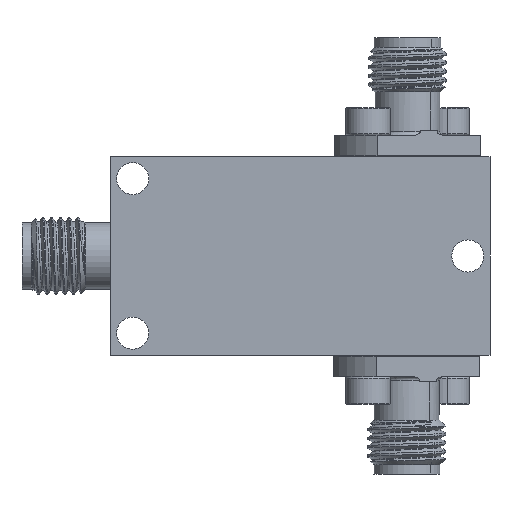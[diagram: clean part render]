
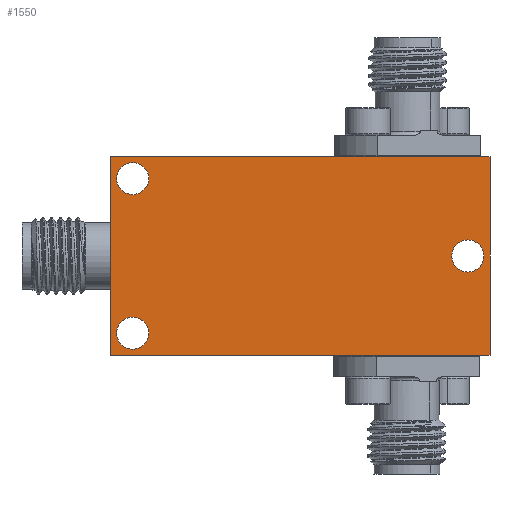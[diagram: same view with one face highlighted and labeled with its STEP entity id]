
A CAD part, front view. The second image highlights one B-rep face of the part: STEP entity #1550.
In plain terms, the highlighted planar face has unit normal (0, -1, 0).
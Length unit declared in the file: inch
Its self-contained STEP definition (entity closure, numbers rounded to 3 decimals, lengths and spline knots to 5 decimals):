
#109 = FACE_BOUND ( 'NONE', #5163, .T. ) ;
#213 = AXIS2_PLACEMENT_3D ( 'NONE', #7135, #4627, #9642 ) ;
#289 = VERTEX_POINT ( 'NONE', #3412 ) ;
#292 = AXIS2_PLACEMENT_3D ( 'NONE', #7108, #10440, #1359 ) ;
#313 = CARTESIAN_POINT ( 'NONE',  ( 0.19, -0.515, -0.05075 ) ) ;
#505 = EDGE_CURVE ( 'NONE', #3518, #9477, #5414, .T. ) ;
#507 = ORIENTED_EDGE ( 'NONE', *, *, #2471, .T. ) ;
#701 = ORIENTED_EDGE ( 'NONE', *, *, #3345, .T. ) ;
#755 = VERTEX_POINT ( 'NONE', #10552 ) ;
#861 = ORIENTED_EDGE ( 'NONE', *, *, #4789, .T. ) ;
#1147 = CARTESIAN_POINT ( 'NONE',  ( -0.87, -0.515, -0.244 ) ) ;
#1155 = VECTOR ( 'NONE', #6229, 39.37008 ) ;
#1195 = DIRECTION ( 'NONE',  ( 0., 1., 0. ) ) ;
#1359 = DIRECTION ( 'NONE',  ( 0., 0., 1. ) ) ;
#1550 = ADVANCED_FACE ( 'NONE', ( #9917, #109, #3326, #2442 ), #4313, .T. ) ;
#1860 = CARTESIAN_POINT ( 'NONE',  ( 0.19, -0.515, 0.05075 ) ) ;
#2015 = VECTOR ( 'NONE', #2847, 39.37008 ) ;
#2018 = DIRECTION ( 'NONE',  ( 0., 0., 1. ) ) ;
#2048 = CARTESIAN_POINT ( 'NONE',  ( -0.94, -0.515, -0.3145 ) ) ;
#2221 = LINE ( 'NONE', #10421, #9640 ) ;
#2442 = FACE_BOUND ( 'NONE', #10685, .T. ) ;
#2471 = EDGE_CURVE ( 'NONE', #289, #7212, #7470, .T. ) ;
#2473 = VECTOR ( 'NONE', #8725, 39.37008 ) ;
#2558 = CIRCLE ( 'NONE', #292, 0.05075 ) ;
#2654 = DIRECTION ( 'NONE',  ( 0., 0., -1. ) ) ;
#2847 = DIRECTION ( 'NONE',  ( 0., 0., 1. ) ) ;
#2910 = VERTEX_POINT ( 'NONE', #313 ) ;
#2922 = EDGE_CURVE ( 'NONE', #2910, #4322, #8987, .T. ) ;
#2990 = CARTESIAN_POINT ( 'NONE',  ( -0.87, -0.515, -0.19325 ) ) ;
#3022 = CARTESIAN_POINT ( 'NONE',  ( -0.87, -0.515, -0.29475 ) ) ;
#3090 = AXIS2_PLACEMENT_3D ( 'NONE', #6656, #4142, #2654 ) ;
#3172 = ORIENTED_EDGE ( 'NONE', *, *, #2922, .T. ) ;
#3209 = EDGE_LOOP ( 'NONE', ( #4713, #5307, #8779, #5240 ) ) ;
#3326 = FACE_BOUND ( 'NONE', #8832, .T. ) ;
#3345 = EDGE_CURVE ( 'NONE', #4322, #2910, #2558, .T. ) ;
#3350 = CARTESIAN_POINT ( 'NONE',  ( -0.94, -0.515, -0.3145 ) ) ;
#3365 = EDGE_CURVE ( 'NONE', #9477, #9874, #6999, .T. ) ;
#3412 = CARTESIAN_POINT ( 'NONE',  ( -0.87, -0.515, 0.29575 ) ) ;
#3518 = VERTEX_POINT ( 'NONE', #3350 ) ;
#3620 = EDGE_CURVE ( 'NONE', #755, #3518, #7963, .T. ) ;
#3862 = CIRCLE ( 'NONE', #9961, 0.05075 ) ;
#4142 = DIRECTION ( 'NONE',  ( 0., -1., 0. ) ) ;
#4313 = PLANE ( 'NONE',  #3090 ) ;
#4322 = VERTEX_POINT ( 'NONE', #1860 ) ;
#4375 = DIRECTION ( 'NONE',  ( 0., 0., 1. ) ) ;
#4475 = DIRECTION ( 'NONE',  ( 0., 1., 0. ) ) ;
#4627 = DIRECTION ( 'NONE',  ( 0., 1., 0. ) ) ;
#4705 = CARTESIAN_POINT ( 'NONE',  ( -0.94, -0.515, -0.3145 ) ) ;
#4713 = ORIENTED_EDGE ( 'NONE', *, *, #3365, .T. ) ;
#4789 = EDGE_CURVE ( 'NONE', #7212, #289, #7360, .T. ) ;
#5163 = EDGE_LOOP ( 'NONE', ( #5462, #10631 ) ) ;
#5240 = ORIENTED_EDGE ( 'NONE', *, *, #505, .T. ) ;
#5307 = ORIENTED_EDGE ( 'NONE', *, *, #6922, .T. ) ;
#5414 = LINE ( 'NONE', #4705, #2473 ) ;
#5462 = ORIENTED_EDGE ( 'NONE', *, *, #5604, .T. ) ;
#5466 = DIRECTION ( 'NONE',  ( 0., 1., 0. ) ) ;
#5604 = EDGE_CURVE ( 'NONE', #6968, #6385, #3862, .T. ) ;
#5634 = CARTESIAN_POINT ( 'NONE',  ( -0.87, -0.515, 0.245 ) ) ;
#5822 = CARTESIAN_POINT ( 'NONE',  ( 0.26, -0.515, -0.3145 ) ) ;
#6201 = AXIS2_PLACEMENT_3D ( 'NONE', #1147, #5466, #2018 ) ;
#6229 = DIRECTION ( 'NONE',  ( 0., 0., -1. ) ) ;
#6352 = CARTESIAN_POINT ( 'NONE',  ( 0.26, -0.515, -0.3145 ) ) ;
#6385 = VERTEX_POINT ( 'NONE', #3022 ) ;
#6656 = CARTESIAN_POINT ( 'NONE',  ( -0.94, -0.515, -0.3145 ) ) ;
#6922 = EDGE_CURVE ( 'NONE', #9874, #755, #2221, .T. ) ;
#6961 = DIRECTION ( 'NONE',  ( 0., 0., 1. ) ) ;
#6968 = VERTEX_POINT ( 'NONE', #2990 ) ;
#6977 = CARTESIAN_POINT ( 'NONE',  ( 0.19, -0.515, 0. ) ) ;
#6999 = LINE ( 'NONE', #6352, #2015 ) ;
#7054 = CARTESIAN_POINT ( 'NONE',  ( -0.87, -0.515, -0.244 ) ) ;
#7108 = CARTESIAN_POINT ( 'NONE',  ( 0.19, -0.515, 0. ) ) ;
#7135 = CARTESIAN_POINT ( 'NONE',  ( -0.87, -0.515, 0.245 ) ) ;
#7209 = DIRECTION ( 'NONE',  ( 0., 1., 0. ) ) ;
#7212 = VERTEX_POINT ( 'NONE', #7869 ) ;
#7360 = CIRCLE ( 'NONE', #213, 0.05075 ) ;
#7470 = CIRCLE ( 'NONE', #9719, 0.05075 ) ;
#7778 = AXIS2_PLACEMENT_3D ( 'NONE', #6977, #4475, #4375 ) ;
#7869 = CARTESIAN_POINT ( 'NONE',  ( -0.87, -0.515, 0.19425 ) ) ;
#7963 = LINE ( 'NONE', #2048, #1155 ) ;
#8012 = DIRECTION ( 'NONE',  ( -1., 0., 0. ) ) ;
#8725 = DIRECTION ( 'NONE',  ( 1., 0., 0. ) ) ;
#8779 = ORIENTED_EDGE ( 'NONE', *, *, #3620, .T. ) ;
#8832 = EDGE_LOOP ( 'NONE', ( #507, #861 ) ) ;
#8893 = CARTESIAN_POINT ( 'NONE',  ( 0.26, -0.515, 0.3145 ) ) ;
#8987 = CIRCLE ( 'NONE', #7778, 0.05075 ) ;
#9477 = VERTEX_POINT ( 'NONE', #5822 ) ;
#9505 = CIRCLE ( 'NONE', #6201, 0.05075 ) ;
#9640 = VECTOR ( 'NONE', #8012, 39.37008 ) ;
#9642 = DIRECTION ( 'NONE',  ( 0., 0., 1. ) ) ;
#9719 = AXIS2_PLACEMENT_3D ( 'NONE', #5634, #7209, #10475 ) ;
#9736 = EDGE_CURVE ( 'NONE', #6385, #6968, #9505, .T. ) ;
#9874 = VERTEX_POINT ( 'NONE', #8893 ) ;
#9917 = FACE_OUTER_BOUND ( 'NONE', #3209, .T. ) ;
#9961 = AXIS2_PLACEMENT_3D ( 'NONE', #7054, #1195, #6961 ) ;
#10421 = CARTESIAN_POINT ( 'NONE',  ( -0.94, -0.515, 0.3145 ) ) ;
#10440 = DIRECTION ( 'NONE',  ( 0., 1., 0. ) ) ;
#10475 = DIRECTION ( 'NONE',  ( 0., 0., 1. ) ) ;
#10552 = CARTESIAN_POINT ( 'NONE',  ( -0.94, -0.515, 0.3145 ) ) ;
#10631 = ORIENTED_EDGE ( 'NONE', *, *, #9736, .T. ) ;
#10685 = EDGE_LOOP ( 'NONE', ( #701, #3172 ) ) ;
